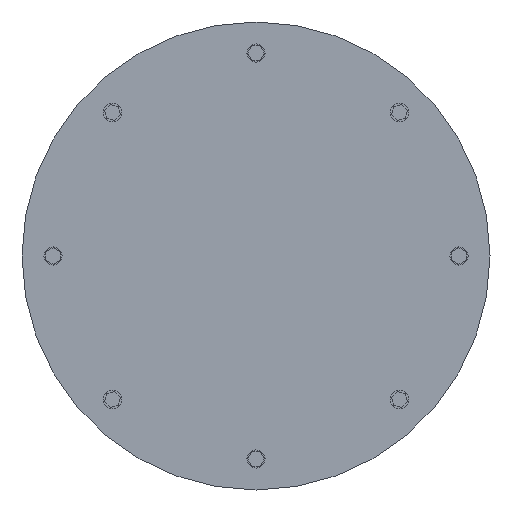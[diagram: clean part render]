
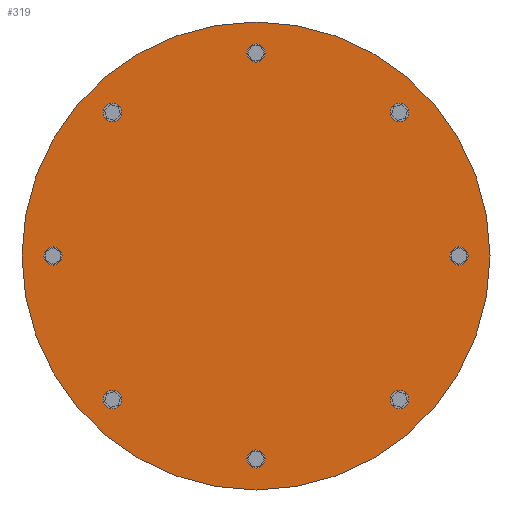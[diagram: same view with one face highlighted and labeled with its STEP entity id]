
A CAD part, left-side view. The second image highlights one B-rep face of the part: STEP entity #319.
In plain terms, the highlighted planar face has unit normal (-1, 0, 0).
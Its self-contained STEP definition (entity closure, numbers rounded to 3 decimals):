
#319 = ADVANCED_FACE( '', ( #805, #806, #807, #808, #809, #810, #811, #812, #813 ), #814, .F. );
#805 = FACE_OUTER_BOUND( '', #1520, .T. );
#806 = FACE_BOUND( '', #1521, .T. );
#807 = FACE_BOUND( '', #1522, .T. );
#808 = FACE_BOUND( '', #1523, .T. );
#809 = FACE_BOUND( '', #1524, .T. );
#810 = FACE_BOUND( '', #1525, .T. );
#811 = FACE_BOUND( '', #1526, .T. );
#812 = FACE_BOUND( '', #1527, .T. );
#813 = FACE_BOUND( '', #1528, .T. );
#814 = PLANE( '', #1529 );
#1520 = EDGE_LOOP( '', ( #2428 ) );
#1521 = EDGE_LOOP( '', ( #2429 ) );
#1522 = EDGE_LOOP( '', ( #2430 ) );
#1523 = EDGE_LOOP( '', ( #2431 ) );
#1524 = EDGE_LOOP( '', ( #2432 ) );
#1525 = EDGE_LOOP( '', ( #2433 ) );
#1526 = EDGE_LOOP( '', ( #2434 ) );
#1527 = EDGE_LOOP( '', ( #2435 ) );
#1528 = EDGE_LOOP( '', ( #2436 ) );
#1529 = AXIS2_PLACEMENT_3D( '', #2437, #2438, #2439 );
#2428 = ORIENTED_EDGE( '', *, *, #3855, .F. );
#2429 = ORIENTED_EDGE( '', *, *, #3810, .F. );
#2430 = ORIENTED_EDGE( '', *, *, #3732, .F. );
#2431 = ORIENTED_EDGE( '', *, *, #3856, .F. );
#2432 = ORIENTED_EDGE( '', *, *, #3857, .F. );
#2433 = ORIENTED_EDGE( '', *, *, #3858, .F. );
#2434 = ORIENTED_EDGE( '', *, *, #3859, .F. );
#2435 = ORIENTED_EDGE( '', *, *, #3860, .F. );
#2436 = ORIENTED_EDGE( '', *, *, #3861, .F. );
#2437 = CARTESIAN_POINT( '', ( -180., 0., 0. ) );
#2438 = DIRECTION( '', ( 1., 0., 0. ) );
#2439 = DIRECTION( '', ( 0., 0., -1. ) );
#3732 = EDGE_CURVE( '', #4380, #4380, #4381, .F. );
#3810 = EDGE_CURVE( '', #4513, #4513, #4514, .F. );
#3855 = EDGE_CURVE( '', #4585, #4585, #4586, .T. );
#3856 = EDGE_CURVE( '', #4587, #4587, #4588, .F. );
#3857 = EDGE_CURVE( '', #4589, #4589, #4590, .F. );
#3858 = EDGE_CURVE( '', #4591, #4591, #4592, .F. );
#3859 = EDGE_CURVE( '', #4593, #4593, #4594, .F. );
#3860 = EDGE_CURVE( '', #4595, #4595, #4596, .F. );
#3861 = EDGE_CURVE( '', #4597, #4597, #4598, .F. );
#4380 = VERTEX_POINT( '', #5300 );
#4381 = CIRCLE( '', #5301, 7. );
#4513 = VERTEX_POINT( '', #5476 );
#4514 = CIRCLE( '', #5477, 7. );
#4585 = VERTEX_POINT( '', #5574 );
#4586 = CIRCLE( '', #5575, 180.5 );
#4587 = VERTEX_POINT( '', #5576 );
#4588 = CIRCLE( '', #5577, 7. );
#4589 = VERTEX_POINT( '', #5578 );
#4590 = CIRCLE( '', #5579, 7. );
#4591 = VERTEX_POINT( '', #5580 );
#4592 = CIRCLE( '', #5581, 7. );
#4593 = VERTEX_POINT( '', #5582 );
#4594 = CIRCLE( '', #5583, 7. );
#4595 = VERTEX_POINT( '', #5584 );
#4596 = CIRCLE( '', #5585, 7. );
#4597 = VERTEX_POINT( '', #5586 );
#4598 = CIRCLE( '', #5587, 7. );
#5300 = CARTESIAN_POINT( '', ( -180., -110.704, 103.704 ) );
#5301 = AXIS2_PLACEMENT_3D( '', #6356, #6357, #6358 );
#5476 = CARTESIAN_POINT( '', ( -180., 156.559, -7. ) );
#5477 = AXIS2_PLACEMENT_3D( '', #6450, #6451, #6452 );
#5574 = CARTESIAN_POINT( '', ( -180., 0., -180.5 ) );
#5575 = AXIS2_PLACEMENT_3D( '', #6497, #6498, #6499 );
#5576 = CARTESIAN_POINT( '', ( -180., 110.704, -117.704 ) );
#5577 = AXIS2_PLACEMENT_3D( '', #6500, #6501, #6502 );
#5578 = CARTESIAN_POINT( '', ( -180., -110.704, -117.704 ) );
#5579 = AXIS2_PLACEMENT_3D( '', #6503, #6504, #6505 );
#5580 = CARTESIAN_POINT( '', ( -180., 110.704, 103.704 ) );
#5581 = AXIS2_PLACEMENT_3D( '', #6506, #6507, #6508 );
#5582 = CARTESIAN_POINT( '', ( -180., 0., 149.559 ) );
#5583 = AXIS2_PLACEMENT_3D( '', #6509, #6510, #6511 );
#5584 = CARTESIAN_POINT( '', ( -180., 0., -163.559 ) );
#5585 = AXIS2_PLACEMENT_3D( '', #6512, #6513, #6514 );
#5586 = CARTESIAN_POINT( '', ( -180., -156.559, -7. ) );
#5587 = AXIS2_PLACEMENT_3D( '', #6515, #6516, #6517 );
#6356 = CARTESIAN_POINT( '', ( -180., -110.704, 110.704 ) );
#6357 = DIRECTION( '', ( 1., 0., 0. ) );
#6358 = DIRECTION( '', ( 0., 0., -1. ) );
#6450 = CARTESIAN_POINT( '', ( -180., 156.559, 0. ) );
#6451 = DIRECTION( '', ( 1., 0., 0. ) );
#6452 = DIRECTION( '', ( 0., 0., -1. ) );
#6497 = CARTESIAN_POINT( '', ( -180., 0., 0. ) );
#6498 = DIRECTION( '', ( 1., 0., 0. ) );
#6499 = DIRECTION( '', ( 0., 0., -1. ) );
#6500 = CARTESIAN_POINT( '', ( -180., 110.704, -110.704 ) );
#6501 = DIRECTION( '', ( 1., 0., 0. ) );
#6502 = DIRECTION( '', ( 0., 0., -1. ) );
#6503 = CARTESIAN_POINT( '', ( -180., -110.704, -110.704 ) );
#6504 = DIRECTION( '', ( 1., 0., 0. ) );
#6505 = DIRECTION( '', ( 0., 0., -1. ) );
#6506 = CARTESIAN_POINT( '', ( -180., 110.704, 110.704 ) );
#6507 = DIRECTION( '', ( 1., 0., 0. ) );
#6508 = DIRECTION( '', ( 0., 0., -1. ) );
#6509 = CARTESIAN_POINT( '', ( -180., 0., 156.559 ) );
#6510 = DIRECTION( '', ( 1., 0., 0. ) );
#6511 = DIRECTION( '', ( 0., 0., -1. ) );
#6512 = CARTESIAN_POINT( '', ( -180., 0., -156.559 ) );
#6513 = DIRECTION( '', ( 1., 0., 0. ) );
#6514 = DIRECTION( '', ( 0., 0., -1. ) );
#6515 = CARTESIAN_POINT( '', ( -180., -156.559, 0. ) );
#6516 = DIRECTION( '', ( 1., 0., 0. ) );
#6517 = DIRECTION( '', ( 0., 0., -1. ) );
